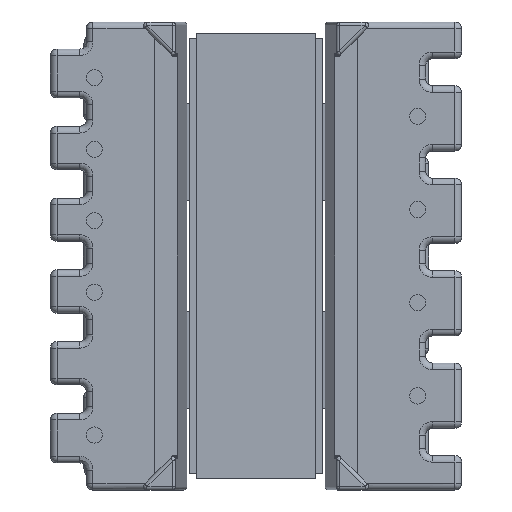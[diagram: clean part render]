
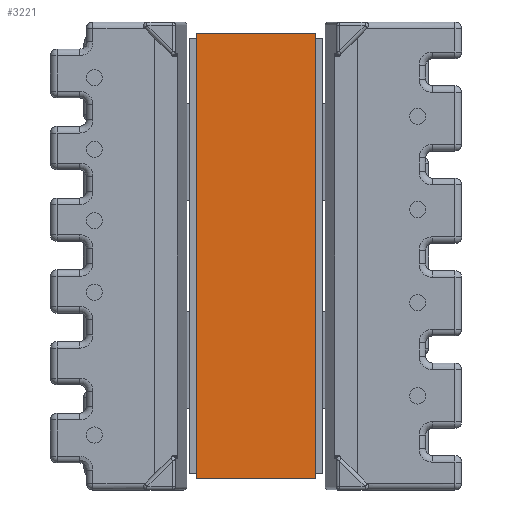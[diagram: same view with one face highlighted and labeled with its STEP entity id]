
A CAD part, front view. The second image highlights one B-rep face of the part: STEP entity #3221.
In plain terms, the highlighted face is planar.
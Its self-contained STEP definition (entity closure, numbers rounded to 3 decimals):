
#34 = VERTEX_POINT ( 'NONE', #12434 ) ;
#287 = VECTOR ( 'NONE', #8388, 1000. ) ;
#458 = EDGE_CURVE ( 'NONE', #9083, #34, #16128, .T. ) ;
#1160 = CARTESIAN_POINT ( 'NONE',  ( -0.16, 0.16, -4.45 ) ) ;
#1942 = EDGE_CURVE ( 'NONE', #17626, #2393, #3243, .T. ) ;
#2316 = EDGE_CURVE ( 'NONE', #9083, #17626, #12048, .T. ) ;
#2317 = ORIENTED_EDGE ( 'NONE', *, *, #7812, .F. ) ;
#2393 = VERTEX_POINT ( 'NONE', #7119 ) ;
#3221 = ADVANCED_FACE ( 'NONE', ( #13252 ), #16989, .T. ) ;
#3243 = LINE ( 'NONE', #8322, #287 ) ;
#3478 = VECTOR ( 'NONE', #14799, 1000. ) ;
#3898 = AXIS2_PLACEMENT_3D ( 'NONE', #8703, #7285, #6120 ) ;
#5540 = CARTESIAN_POINT ( 'NONE',  ( -0.16, -16.56, -4.45 ) ) ;
#5783 = EDGE_LOOP ( 'NONE', ( #2317, #8538, #15609, #15921 ) ) ;
#6120 = DIRECTION ( 'NONE',  ( 0., 0., 1. ) ) ;
#7119 = CARTESIAN_POINT ( 'NONE',  ( -0.16, -16.56, 0. ) ) ;
#7285 = DIRECTION ( 'NONE',  ( -1., 0., 0. ) ) ;
#7812 = EDGE_CURVE ( 'NONE', #34, #2393, #14325, .T. ) ;
#8322 = CARTESIAN_POINT ( 'NONE',  ( -0.16, -16.56, -4.45 ) ) ;
#8388 = DIRECTION ( 'NONE',  ( 0., 0., 1. ) ) ;
#8528 = CARTESIAN_POINT ( 'NONE',  ( -0.16, 0.16, -4.45 ) ) ;
#8538 = ORIENTED_EDGE ( 'NONE', *, *, #458, .F. ) ;
#8703 = CARTESIAN_POINT ( 'NONE',  ( -0.16, 0.16, -4.45 ) ) ;
#9083 = VERTEX_POINT ( 'NONE', #8528 ) ;
#9231 = VECTOR ( 'NONE', #16528, 1000. ) ;
#10477 = VECTOR ( 'NONE', #16019, 1000. ) ;
#10639 = CARTESIAN_POINT ( 'NONE',  ( -0.16, 0.16, 0. ) ) ;
#12048 = LINE ( 'NONE', #17708, #9231 ) ;
#12434 = CARTESIAN_POINT ( 'NONE',  ( -0.16, 0.16, 0. ) ) ;
#13252 = FACE_OUTER_BOUND ( 'NONE', #5783, .T. ) ;
#14325 = LINE ( 'NONE', #10639, #10477 ) ;
#14799 = DIRECTION ( 'NONE',  ( 0., 0., 1. ) ) ;
#15609 = ORIENTED_EDGE ( 'NONE', *, *, #2316, .T. ) ;
#15921 = ORIENTED_EDGE ( 'NONE', *, *, #1942, .T. ) ;
#16019 = DIRECTION ( 'NONE',  ( 0., -1., 0. ) ) ;
#16128 = LINE ( 'NONE', #1160, #3478 ) ;
#16528 = DIRECTION ( 'NONE',  ( 0., -1., 0. ) ) ;
#16989 = PLANE ( 'NONE',  #3898 ) ;
#17626 = VERTEX_POINT ( 'NONE', #5540 ) ;
#17708 = CARTESIAN_POINT ( 'NONE',  ( -0.16, 0.16, -4.45 ) ) ;
